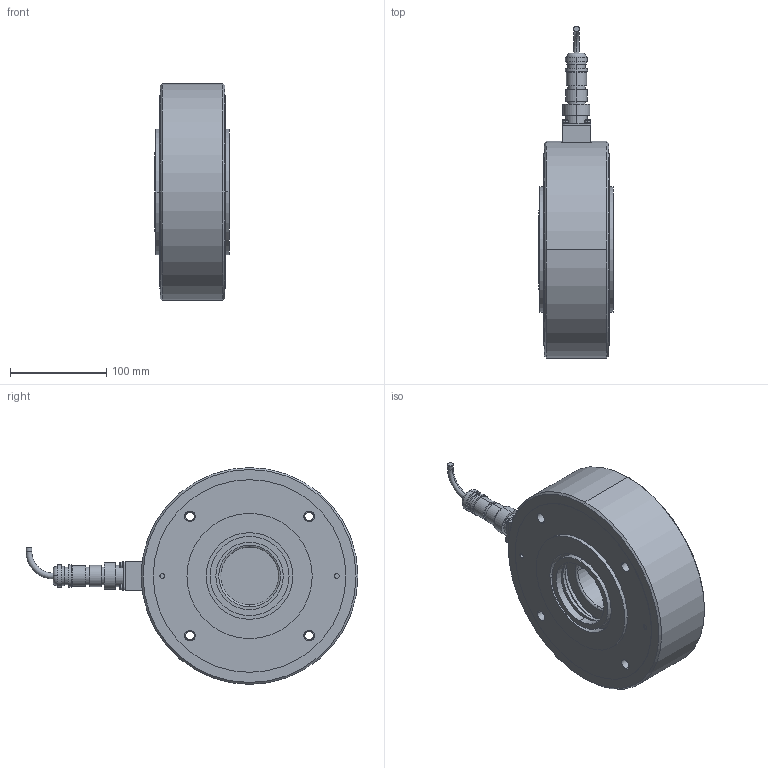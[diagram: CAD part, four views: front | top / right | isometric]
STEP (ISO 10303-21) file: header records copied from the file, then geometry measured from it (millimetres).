
FILE_DESCRIPTION((''),'2;1');
FILE_NAME('50226.stp','2007-09-21T16:17:10',(''),(''),'Mechanical Desktop 2007','Mechanical Desktop 2007',', , ');
FILE_SCHEMA(('CONFIG_CONTROL_DESIGN'));
Length unit declared in the file: millimetre
Products named in the file (27): ZEICHNUNG7; L50226; L49151; TEIL1AAAA; L49026; TEIL1AA; I-6KT_SCHRAUBE_M6X60A; I-6KT_SCHRAUBE_M6X60; I-6KT_SCHRAUBE_M3X25A; I-6KT_SCHRAUBE_M3X25; FEDERRING_M3A; FEDERRING_M3; V_RING_V70A; V_RING_V70AA; SICHERUNGSRING_J110; L4340402; TEIL1AAA; L49258; TEIL1A; L4916304; TEIL1; PENDELKUGELLAGER_2212TVA; PENDELKUGELLAGER_2212TV; KABELDOSE_PG_AMPH_4-POLA; KABELDOSE_PG_AMPH_4-POL; RM_SDBA; RM_SDB
Assembly tree (37 placements, depth 4):
  ZEICHNUNG7
    L50226
      L49151
        TEIL1AAAA
      L49026
        TEIL1AA
      I-6KT_SCHRAUBE_M6X60A
        I-6KT_SCHRAUBE_M6X60
      I-6KT_SCHRAUBE_M3X25A  x4
        I-6KT_SCHRAUBE_M3X25
      FEDERRING_M3A  x4
        FEDERRING_M3
      V_RING_V70A
        V_RING_V70AA
      SICHERUNGSRING_J110
      L4340402  x2
        TEIL1AAA
      L49258
        TEIL1A
      L4916304
        TEIL1
      PENDELKUGELLAGER_2212TVA
        PENDELKUGELLAGER_2212TV
      KABELDOSE_PG_AMPH_4-POLA
        KABELDOSE_PG_AMPH_4-POL
      RM_SDBA  x3
    RM_SDB  x3
Bounding box: 76.9 x 344.5 x 225 mm (x, y, z)
Volume: 2384902.9 mm3; surface area: 390510.8 mm2
Topology: 19 solids, 19 shells, 374 faces, 869 edges, 569 vertices
Faces by surface type: cylinder 226, plane 96, cone 28, torus 22, bspline 2
Entity records: 9990 total; most frequent: DIRECTION 1854, CARTESIAN_POINT 1668, ORIENTED_EDGE 1380, AXIS2_PLACEMENT_3D 804, EDGE_CURVE 690, VERTEX_POINT 456, CIRCLE 444, EDGE_LOOP 418
